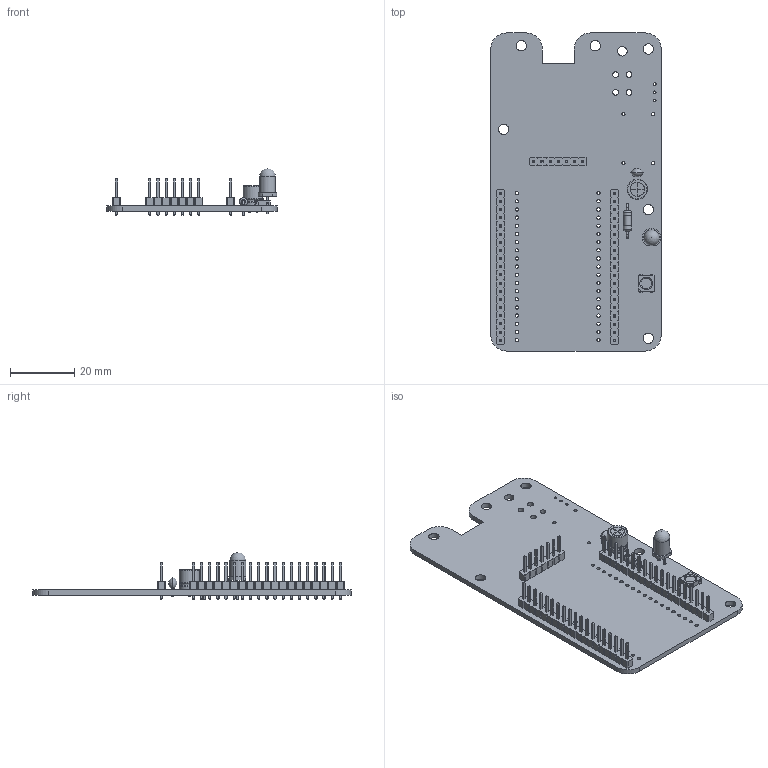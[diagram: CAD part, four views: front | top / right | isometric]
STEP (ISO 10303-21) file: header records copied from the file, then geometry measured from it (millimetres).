
FILE_DESCRIPTION(('KiCad electronic assembly'),'2;1');
FILE_NAME('PCB_Receiver.step','2024-05-02T10:24:26',('Pcbnew'),('Kicad') ,'Open CASCADE STEP processor 7.7','KiCad to STEP converter','Unknown' );
FILE_SCHEMA(('AUTOMOTIVE_DESIGN { 1 0 10303 214 1 1 1 1 }'));
Length unit declared in the file: millimetre
Products named in the file (16): PCB_Receiver 1; CP_Radial_D6.3mm_P2.50mm; CP_Radial_D63mm_P250mm; R_Axial_DIN0207_L6.3mm_D2.5mm_P10.16mm_Horizontal; R_Axial_DIN0207_L63mm_D25mm_P1016mm_Horizontal; PinHeader_1x19_P2.54mm_Vertical; PinHeader_1x19_P254mm_Vertical; C_Disc_D3.8mm_W2.6mm_P2.50mm; C_Disc_D38mm_W26mm_P250mm; PinHeader_1x07_P2.54mm_Vertical; PinHeader_1x07_P254mm_Vertical; LED_D5.0mm; LED_WS2812B_PLCC4_5.0x5.0mm_P3.2mm; LED_WS2812B_PLCC4_50x50mm_P32mm; PCB_Receiver_PCB
Assembly tree (16 placements, depth 3):
  PCB_Receiver 1
    CP_Radial_D6.3mm_P2.50mm
      CP_Radial_D63mm_P250mm
    R_Axial_DIN0207_L6.3mm_D2.5mm_P10.16mm_Horizontal
      R_Axial_DIN0207_L63mm_D25mm_P1016mm_Horizontal
    PinHeader_1x19_P2.54mm_Vertical  x2
      PinHeader_1x19_P254mm_Vertical
    C_Disc_D3.8mm_W2.6mm_P2.50mm
      C_Disc_D38mm_W26mm_P250mm
    PinHeader_1x07_P2.54mm_Vertical
      PinHeader_1x07_P254mm_Vertical
    LED_D5.0mm
      LED_D5.0mm
    LED_WS2812B_PLCC4_5.0x5.0mm_P3.2mm
      LED_WS2812B_PLCC4_50x50mm_P32mm
    PCB_Receiver_PCB
Bounding box: 53 x 99 x 14.6 mm (x, y, z)
Volume: 9276.5 mm3; surface area: 13953.1 mm2
Topology: 9 solids, 10 shells, 1374 faces, 3394 edges, 2134 vertices
Faces by surface type: plane 1191, cylinder 161, revolution 8, torus 6, bspline 4, sphere 3, cone 1
Full cylindrical faces by diameter (mm): 0.5 x4, 0.6 x4, 0.8 x9, 0.9 x2, 1 x49, 1.04 x38, 1.8 x4, 2.25 x1, 2.5 x2, 3 x1, 3.2 x6, 3.333 x1, 4.9 x1
Entity records: 33990 total; most frequent: CARTESIAN_POINT 5728, ORIENTED_EDGE 4566, DIRECTION 4470, EDGE_CURVE 2283, LINE 1906, VECTOR 1906, VERTEX_POINT 1446, AXIS2_PLACEMENT_3D 1278
